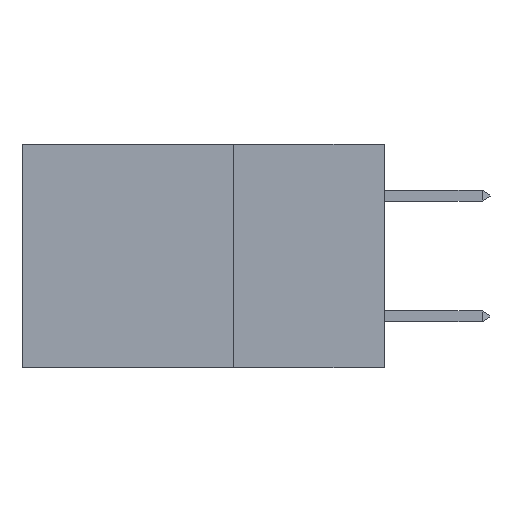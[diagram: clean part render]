
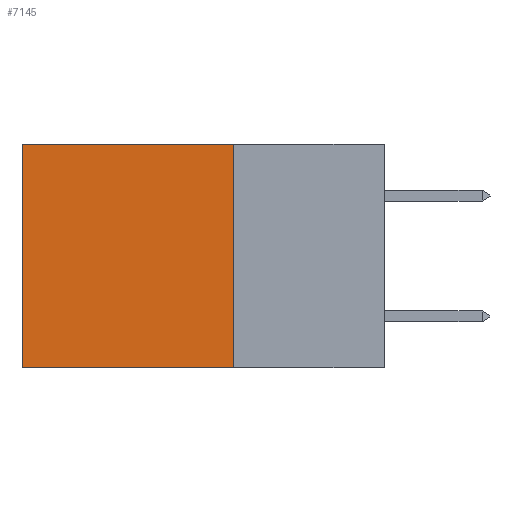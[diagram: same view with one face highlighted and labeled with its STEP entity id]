
A CAD part, left-side view. The second image highlights one B-rep face of the part: STEP entity #7145.
In plain terms, the highlighted planar face has unit normal (-1, 0, 0).
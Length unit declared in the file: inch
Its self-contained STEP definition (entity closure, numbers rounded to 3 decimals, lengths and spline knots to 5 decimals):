
#44 = EDGE_LOOP ( 'NONE', ( #3445, #9758, #5457, #11828 ) ) ;
#287 = CARTESIAN_POINT ( 'NONE',  ( 0.2875, 0.6, 0. ) ) ;
#1581 = AXIS2_PLACEMENT_3D ( 'NONE', #4273, #10100, #14643 ) ;
#3043 = DIRECTION ( 'NONE',  ( 0., 1., 0. ) ) ;
#3126 = CARTESIAN_POINT ( 'NONE',  ( 0.2875, 0.25, 0. ) ) ;
#3445 = ORIENTED_EDGE ( 'NONE', *, *, #7430, .T. ) ;
#3778 = VERTEX_POINT ( 'NONE', #11004 ) ;
#4228 = DIRECTION ( 'NONE',  ( 0., 1., 0. ) ) ;
#4273 = CARTESIAN_POINT ( 'NONE',  ( 0.2875, 0.25, 0. ) ) ;
#4409 = VERTEX_POINT ( 'NONE', #6129 ) ;
#4816 = VERTEX_POINT ( 'NONE', #10971 ) ;
#4969 = LINE ( 'NONE', #6132, #9096 ) ;
#5155 = PLANE ( 'NONE',  #1581 ) ;
#5367 = VECTOR ( 'NONE', #3043, 39.37008 ) ;
#5457 = ORIENTED_EDGE ( 'NONE', *, *, #15257, .F. ) ;
#5520 = CARTESIAN_POINT ( 'NONE',  ( 0.2875, 0.6, 0. ) ) ;
#6129 = CARTESIAN_POINT ( 'NONE',  ( 0.2875, 0.6, -0.37 ) ) ;
#6132 = CARTESIAN_POINT ( 'NONE',  ( 0.2875, 0.25, 0. ) ) ;
#7145 = ADVANCED_FACE ( 'NONE', ( #9945 ), #5155, .F. ) ;
#7413 = VERTEX_POINT ( 'NONE', #5520 ) ;
#7430 = EDGE_CURVE ( 'NONE', #7413, #4409, #12641, .T. ) ;
#8956 = LINE ( 'NONE', #3126, #5367 ) ;
#9096 = VECTOR ( 'NONE', #14552, 39.37008 ) ;
#9503 = EDGE_CURVE ( 'NONE', #4816, #7413, #8956, .T. ) ;
#9558 = VECTOR ( 'NONE', #4228, 39.37008 ) ;
#9758 = ORIENTED_EDGE ( 'NONE', *, *, #12842, .F. ) ;
#9945 = FACE_OUTER_BOUND ( 'NONE', #44, .T. ) ;
#10100 = DIRECTION ( 'NONE',  ( 1., 0., 0. ) ) ;
#10971 = CARTESIAN_POINT ( 'NONE',  ( 0.2875, 0.25, 0. ) ) ;
#11004 = CARTESIAN_POINT ( 'NONE',  ( 0.2875, 0.25, -0.37 ) ) ;
#11285 = LINE ( 'NONE', #12598, #9558 ) ;
#11828 = ORIENTED_EDGE ( 'NONE', *, *, #9503, .T. ) ;
#12598 = CARTESIAN_POINT ( 'NONE',  ( 0.2875, 0.25, -0.37 ) ) ;
#12641 = LINE ( 'NONE', #287, #12717 ) ;
#12717 = VECTOR ( 'NONE', #12935, 39.37008 ) ;
#12842 = EDGE_CURVE ( 'NONE', #3778, #4409, #11285, .T. ) ;
#12935 = DIRECTION ( 'NONE',  ( 0., 0., -1. ) ) ;
#14552 = DIRECTION ( 'NONE',  ( 0., 0., -1. ) ) ;
#14643 = DIRECTION ( 'NONE',  ( 0., 0., -1. ) ) ;
#15257 = EDGE_CURVE ( 'NONE', #4816, #3778, #4969, .T. ) ;
